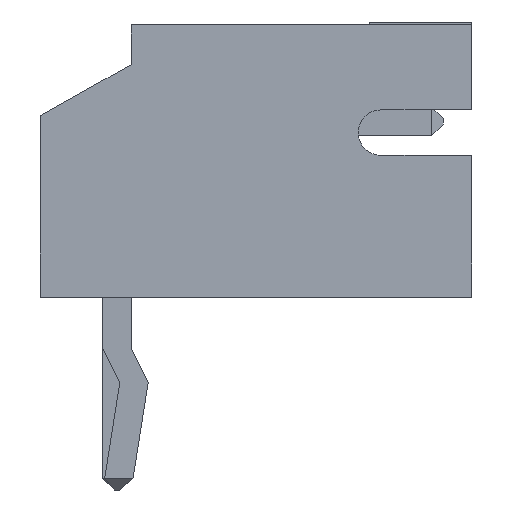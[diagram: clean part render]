
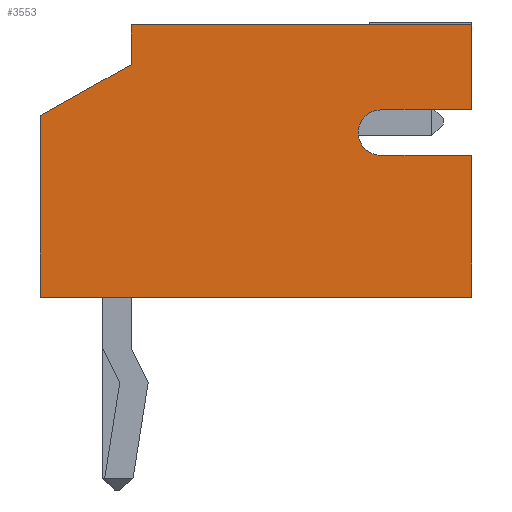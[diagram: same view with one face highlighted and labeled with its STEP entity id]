
A CAD part, left-side view. The second image highlights one B-rep face of the part: STEP entity #3553.
In plain terms, the highlighted planar face has unit normal (-1, 0, 0).
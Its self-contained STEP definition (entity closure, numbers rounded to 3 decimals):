
#2130 = VERTEX_POINT('',#2131);
#2131 = CARTESIAN_POINT('',(-1.95,-6.25,4.8));
#2137 = EDGE_CURVE('',#2130,#2138,#2140,.T.);
#2138 = VERTEX_POINT('',#2139);
#2139 = CARTESIAN_POINT('',(-1.95,-6.25,3.3));
#2140 = LINE('',#2141,#2142);
#2141 = CARTESIAN_POINT('',(-1.95,-6.25,4.8));
#2142 = VECTOR('',#2143,1.);
#2143 = DIRECTION('',(0.,0.,-1.));
#3506 = EDGE_CURVE('',#3507,#2130,#3509,.T.);
#3507 = VERTEX_POINT('',#3508);
#3508 = CARTESIAN_POINT('',(-1.95,-0.25,4.8));
#3509 = LINE('',#3510,#3511);
#3510 = CARTESIAN_POINT('',(-1.95,-0.25,4.8));
#3511 = VECTOR('',#3512,1.);
#3512 = DIRECTION('',(0.,-1.,0.));
#3553 = ADVANCED_FACE('',(#3554),#3629,.T.);
#3554 = FACE_BOUND('',#3555,.T.);
#3555 = EDGE_LOOP('',(#3556,#3564,#3572,#3580,#3588,#3596,#3604,#3612,
#3621,#3627,#3628));
#3556 = ORIENTED_EDGE('',*,*,#3557,.T.);
#3557 = EDGE_CURVE('',#3507,#3558,#3560,.T.);
#3558 = VERTEX_POINT('',#3559);
#3559 = CARTESIAN_POINT('',(-1.95,-0.25,4.1));
#3560 = LINE('',#3561,#3562);
#3561 = CARTESIAN_POINT('',(-1.95,-0.25,4.8));
#3562 = VECTOR('',#3563,1.);
#3563 = DIRECTION('',(0.,0.,-1.));
#3564 = ORIENTED_EDGE('',*,*,#3565,.T.);
#3565 = EDGE_CURVE('',#3558,#3566,#3568,.T.);
#3566 = VERTEX_POINT('',#3567);
#3567 = CARTESIAN_POINT('',(-1.95,1.35,3.2));
#3568 = LINE('',#3569,#3570);
#3569 = CARTESIAN_POINT('',(-1.95,-0.25,4.1));
#3570 = VECTOR('',#3571,1.);
#3571 = DIRECTION('',(0.,0.872,-0.49
));
#3572 = ORIENTED_EDGE('',*,*,#3573,.T.);
#3573 = EDGE_CURVE('',#3566,#3574,#3576,.T.);
#3574 = VERTEX_POINT('',#3575);
#3575 = CARTESIAN_POINT('',(-1.95,1.35,0.));
#3576 = LINE('',#3577,#3578);
#3577 = CARTESIAN_POINT('',(-1.95,1.35,3.2));
#3578 = VECTOR('',#3579,1.);
#3579 = DIRECTION('',(0.,0.,-1.));
#3580 = ORIENTED_EDGE('',*,*,#3581,.T.);
#3581 = EDGE_CURVE('',#3574,#3582,#3584,.T.);
#3582 = VERTEX_POINT('',#3583);
#3583 = CARTESIAN_POINT('',(-1.95,-6.25,0.));
#3584 = LINE('',#3585,#3586);
#3585 = CARTESIAN_POINT('',(-1.95,1.35,0.));
#3586 = VECTOR('',#3587,1.);
#3587 = DIRECTION('',(0.,-1.,0.));
#3588 = ORIENTED_EDGE('',*,*,#3589,.T.);
#3589 = EDGE_CURVE('',#3582,#3590,#3592,.T.);
#3590 = VERTEX_POINT('',#3591);
#3591 = CARTESIAN_POINT('',(-1.95,-6.25,0.3));
#3592 = LINE('',#3593,#3594);
#3593 = CARTESIAN_POINT('',(-1.95,-6.25,0.));
#3594 = VECTOR('',#3595,1.);
#3595 = DIRECTION('',(0.,0.,1.));
#3596 = ORIENTED_EDGE('',*,*,#3597,.F.);
#3597 = EDGE_CURVE('',#3598,#3590,#3600,.T.);
#3598 = VERTEX_POINT('',#3599);
#3599 = CARTESIAN_POINT('',(-1.95,-6.25,2.5));
#3600 = LINE('',#3601,#3602);
#3601 = CARTESIAN_POINT('',(-1.95,-6.25,4.8));
#3602 = VECTOR('',#3603,1.);
#3603 = DIRECTION('',(0.,0.,-1.));
#3604 = ORIENTED_EDGE('',*,*,#3605,.F.);
#3605 = EDGE_CURVE('',#3606,#3598,#3608,.T.);
#3606 = VERTEX_POINT('',#3607);
#3607 = CARTESIAN_POINT('',(-1.95,-4.65,2.5));
#3608 = LINE('',#3609,#3610);
#3609 = CARTESIAN_POINT('',(-1.95,-2.45,2.5));
#3610 = VECTOR('',#3611,1.);
#3611 = DIRECTION('',(0.,-1.,0.));
#3612 = ORIENTED_EDGE('',*,*,#3613,.T.);
#3613 = EDGE_CURVE('',#3606,#3614,#3616,.T.);
#3614 = VERTEX_POINT('',#3615);
#3615 = CARTESIAN_POINT('',(-1.95,-4.65,3.3));
#3616 = CIRCLE('',#3617,0.4);
#3617 = AXIS2_PLACEMENT_3D('',#3618,#3619,#3620);
#3618 = CARTESIAN_POINT('',(-1.95,-4.65,2.9));
#3619 = DIRECTION('',(1.,0.,0.));
#3620 = DIRECTION('',(0.,0.,1.));
#3621 = ORIENTED_EDGE('',*,*,#3622,.F.);
#3622 = EDGE_CURVE('',#2138,#3614,#3623,.T.);
#3623 = LINE('',#3624,#3625);
#3624 = CARTESIAN_POINT('',(-1.95,-3.25,3.3));
#3625 = VECTOR('',#3626,1.);
#3626 = DIRECTION('',(0.,1.,0.));
#3627 = ORIENTED_EDGE('',*,*,#2137,.F.);
#3628 = ORIENTED_EDGE('',*,*,#3506,.F.);
#3629 = PLANE('',#3630);
#3630 = AXIS2_PLACEMENT_3D('',#3631,#3632,#3633);
#3631 = CARTESIAN_POINT('',(-1.95,-0.25,4.8));
#3632 = DIRECTION('',(-1.,0.,0.));
#3633 = DIRECTION('',(0.,0.,1.));
